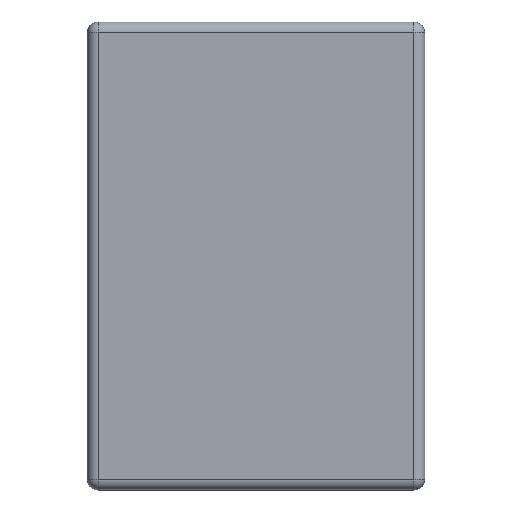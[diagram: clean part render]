
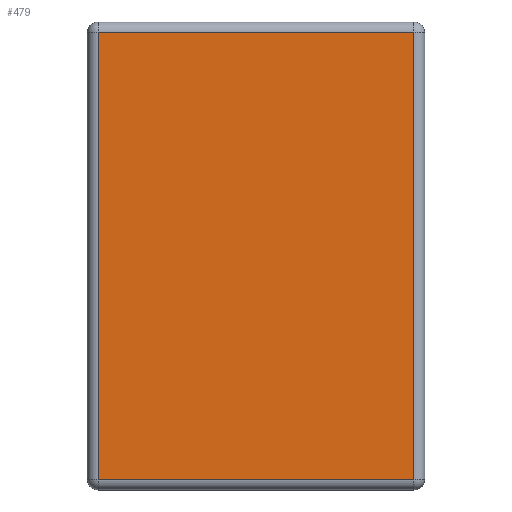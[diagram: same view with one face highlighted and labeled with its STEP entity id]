
A CAD part, front view. The second image highlights one B-rep face of the part: STEP entity #479.
In plain terms, the highlighted planar face has unit normal (0, -1, 0).
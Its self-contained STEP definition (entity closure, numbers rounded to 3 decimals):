
#75=LINE('',#837,#102);
#79=LINE('',#850,#106);
#81=LINE('',#853,#108);
#83=LINE('',#856,#110);
#102=VECTOR('',#681,10.);
#106=VECTOR('',#697,10.);
#108=VECTOR('',#701,10.);
#110=VECTOR('',#705,10.);
#121=PLANE('',#568);
#151=FACE_OUTER_BOUND('',#184,.T.);
#184=EDGE_LOOP('',(#424,#425,#426,#427));
#245=VERTEX_POINT('',#802);
#250=VERTEX_POINT('',#818);
#253=VERTEX_POINT('',#828);
#256=VERTEX_POINT('',#841);
#302=EDGE_CURVE('',#245,#253,#75,.T.);
#309=EDGE_CURVE('',#253,#256,#79,.T.);
#311=EDGE_CURVE('',#256,#250,#81,.T.);
#313=EDGE_CURVE('',#250,#245,#83,.T.);
#424=ORIENTED_EDGE('',*,*,#302,.F.);
#425=ORIENTED_EDGE('',*,*,#313,.F.);
#426=ORIENTED_EDGE('',*,*,#311,.F.);
#427=ORIENTED_EDGE('',*,*,#309,.F.);
#479=ADVANCED_FACE('',(#151),#121,.T.);
#568=AXIS2_PLACEMENT_3D('',#868,#723,#724);
#681=DIRECTION('',(0.,0.,1.));
#697=DIRECTION('',(1.,0.,0.));
#701=DIRECTION('',(0.,0.,-1.));
#705=DIRECTION('',(-1.,0.,0.));
#723=DIRECTION('center_axis',(0.,-1.,0.));
#724=DIRECTION('ref_axis',(0.,0.,-1.));
#802=CARTESIAN_POINT('',(-14.5,-3.,-20.5));
#818=CARTESIAN_POINT('',(14.5,-3.,-20.5));
#828=CARTESIAN_POINT('',(-14.5,-3.,20.5));
#837=CARTESIAN_POINT('',(-14.5,-3.,-10.75));
#841=CARTESIAN_POINT('',(14.5,-3.,20.5));
#850=CARTESIAN_POINT('',(-7.75,-3.,20.5));
#853=CARTESIAN_POINT('',(14.5,-3.,10.75));
#856=CARTESIAN_POINT('',(7.75,-3.,-20.5));
#868=CARTESIAN_POINT('Origin',(0.,-3.,0.));
